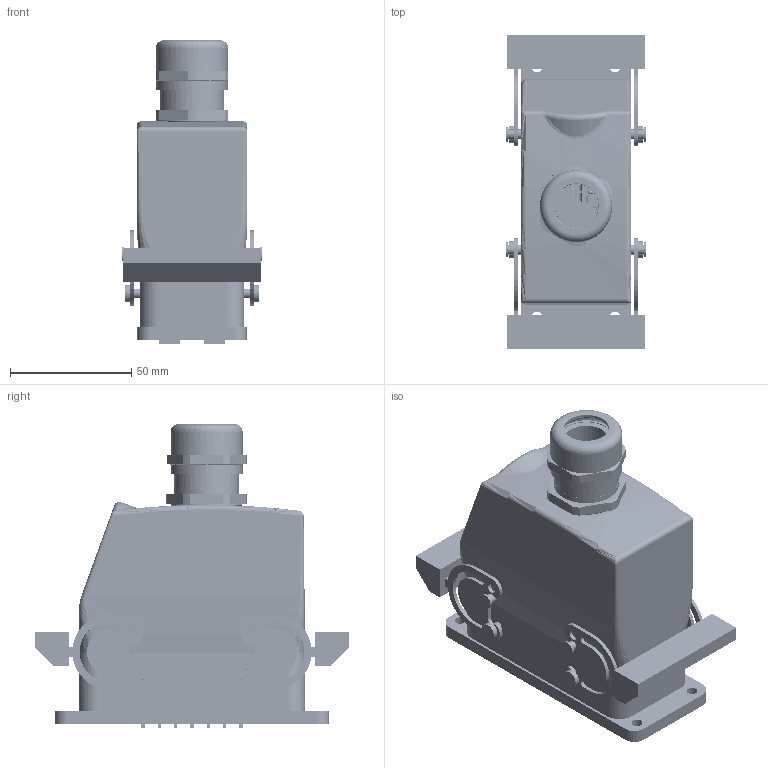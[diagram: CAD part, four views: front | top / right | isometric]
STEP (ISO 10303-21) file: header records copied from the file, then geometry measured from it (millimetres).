
FILE_DESCRIPTION(('CATIA V5 STEP Exchange','CAx-IF Rec.Pracs.--- Model Styling and Organization---1.4--- 2014-01-23'),'2;1');
FILE_NAME ('005100-1_2', '2021-12-08T14:16:05+00:00', ('none'), ('Weidmueller'), 'CATIA Version 5-6 Release 2016 SP3 HF44', 'CATIA V5 STEP AP214', 'none');
FILE_SCHEMA(('AUTOMOTIVE_DESIGN { 1 0 10303 214 1 1 1 1 }'));
Products named in the file (1): 1061750000
Bounding box: 58 x 129.5 x 124.94 mm (x, y, z)
Volume: 206928.4 mm3; surface area: 176923.4 mm2
Topology: 7 solids, 8 shells, 10217 faces, 30089 edges, 19784 vertices
Faces by surface type: plane 6424, cylinder 2480, cone 688, torus 367, bspline 134, sphere 96, extrusion 20, revolution 8
Entity records: 343138 total; most frequent: CARTESIAN_POINT 91049, ORIENTED_EDGE 59886, DIRECTION 39930, EDGE_CURVE 29943, VECTOR 21070, LINE 21050, VERTEX_POINT 19784, AXIS2_PLACEMENT_3D 12179
